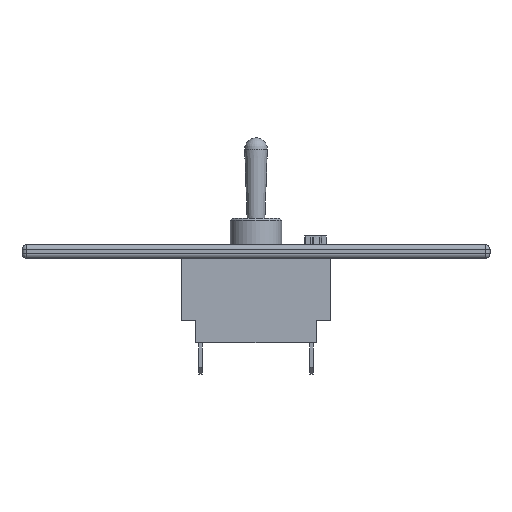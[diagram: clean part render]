
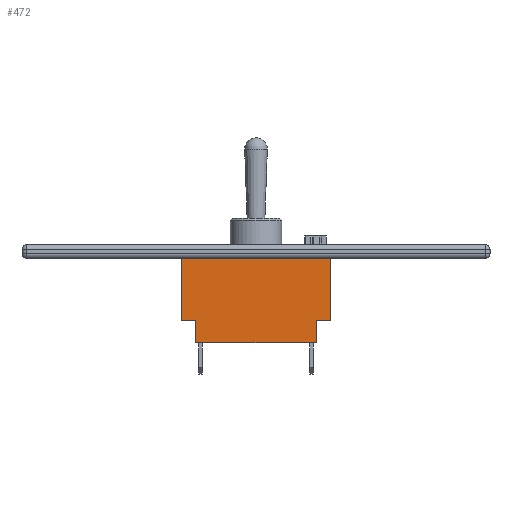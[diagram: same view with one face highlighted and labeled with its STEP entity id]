
A CAD part, left-side view. The second image highlights one B-rep face of the part: STEP entity #472.
In plain terms, the highlighted planar face has unit normal (-1, 0, 0).
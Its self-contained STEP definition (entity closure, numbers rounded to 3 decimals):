
#472=ADVANCED_FACE('',(#1999),#2001,.T.);
#1999=FACE_BOUND('',#2000,.T.);
#2000=EDGE_LOOP('',(#3897,#3898,#3899,#3900,#3901,#3902,#3903,#3904));
#2001=PLANE('',#2002);
#2002=AXIS2_PLACEMENT_3D('',#2003,#2004,#2005);
#2003=CARTESIAN_POINT('',(-6.35,16.7,0.));
#2004=DIRECTION('',(-1.,0.,0.));
#2005=DIRECTION('',(0.,-1.,0.));
#3897=ORIENTED_EDGE('',*,*,#5241,.T.);
#3898=ORIENTED_EDGE('',*,*,#5242,.T.);
#3899=ORIENTED_EDGE('',*,*,#5243,.F.);
#3900=ORIENTED_EDGE('',*,*,#5244,.F.);
#3901=ORIENTED_EDGE('',*,*,#5245,.T.);
#3902=ORIENTED_EDGE('',*,*,#5246,.T.);
#3903=ORIENTED_EDGE('',*,*,#5237,.F.);
#3904=ORIENTED_EDGE('',*,*,#5247,.F.);
#5237=EDGE_CURVE('',#6383,#6384,#6385,.T.);
#5241=EDGE_CURVE('',#6391,#6392,#6393,.T.);
#5242=EDGE_CURVE('',#6392,#6394,#6395,.T.);
#5243=EDGE_CURVE('',#6396,#6394,#6397,.T.);
#5244=EDGE_CURVE('',#6398,#6396,#6399,.T.);
#5245=EDGE_CURVE('',#6398,#6400,#6401,.T.);
#5246=EDGE_CURVE('',#6400,#6384,#6402,.T.);
#5247=EDGE_CURVE('',#6391,#6383,#6403,.T.);
#6383=VERTEX_POINT('',#8883);
#6384=VERTEX_POINT('',#8884);
#6385=LINE('',#8885,#8886);
#6391=VERTEX_POINT('',#8899);
#6392=VERTEX_POINT('',#8900);
#6393=LINE('',#8901,#8902);
#6394=VERTEX_POINT('',#8904);
#6395=LINE('',#8905,#8906);
#6396=VERTEX_POINT('',#8908);
#6397=LINE('',#8909,#8910);
#6398=VERTEX_POINT('',#8912);
#6399=LINE('',#8913,#8914);
#6400=VERTEX_POINT('',#8916);
#6401=LINE('',#8917,#8918);
#6402=LINE('',#8920,#8921);
#6403=LINE('',#8923,#8924);
#8883=CARTESIAN_POINT('',(-6.35,16.7,14.));
#8884=CARTESIAN_POINT('',(-6.35,-16.7,14.));
#8885=CARTESIAN_POINT('',(-6.35,16.7,14.));
#8886=VECTOR('',#8887,1.);
#8887=DIRECTION('',(0.,-1.,0.));
#8899=CARTESIAN_POINT('',(-6.35,16.7,0.));
#8900=CARTESIAN_POINT('',(-6.35,13.5,0.));
#8901=CARTESIAN_POINT('',(-6.35,16.7,0.));
#8902=VECTOR('',#8903,1.);
#8903=DIRECTION('',(0.,-1.,0.));
#8904=CARTESIAN_POINT('',(-6.35,13.5,-5.));
#8905=CARTESIAN_POINT('',(-6.35,13.5,0.));
#8906=VECTOR('',#8907,1.);
#8907=DIRECTION('',(0.,0.,-1.));
#8908=CARTESIAN_POINT('',(-6.35,-13.5,-5.));
#8909=CARTESIAN_POINT('',(-6.35,-13.5,-5.));
#8910=VECTOR('',#8911,1.);
#8911=DIRECTION('',(0.,1.,0.));
#8912=CARTESIAN_POINT('',(-6.35,-13.5,0.));
#8913=CARTESIAN_POINT('',(-6.35,-13.5,0.));
#8914=VECTOR('',#8915,1.);
#8915=DIRECTION('',(0.,0.,-1.));
#8916=CARTESIAN_POINT('',(-6.35,-16.7,0.));
#8917=CARTESIAN_POINT('',(-6.35,-13.5,0.));
#8918=VECTOR('',#8919,1.);
#8919=DIRECTION('',(0.,-1.,0.));
#8920=CARTESIAN_POINT('',(-6.35,-16.7,0.));
#8921=VECTOR('',#8922,1.);
#8922=DIRECTION('',(0.,0.,1.));
#8923=CARTESIAN_POINT('',(-6.35,16.7,0.));
#8924=VECTOR('',#8925,1.);
#8925=DIRECTION('',(0.,0.,1.));
